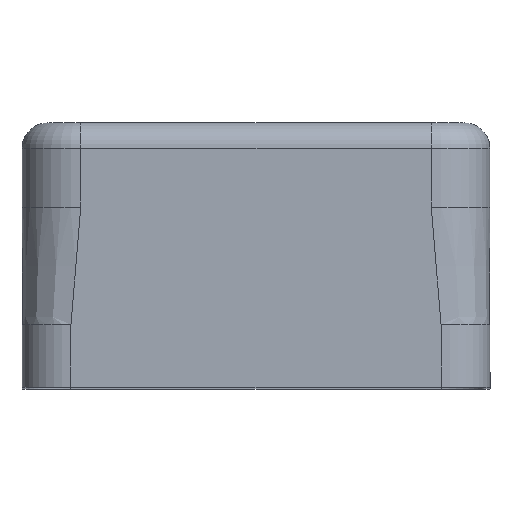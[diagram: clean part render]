
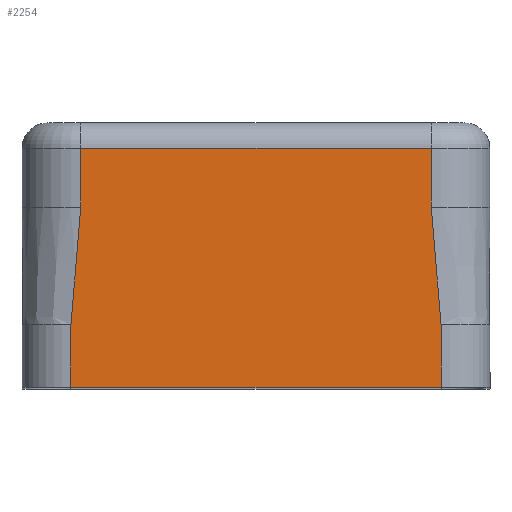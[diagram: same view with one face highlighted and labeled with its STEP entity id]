
A CAD part, top view. The second image highlights one B-rep face of the part: STEP entity #2254.
In plain terms, the highlighted planar face has unit normal (0, 0, 1).
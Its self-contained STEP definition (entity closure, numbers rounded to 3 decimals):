
#46 = ORIENTED_EDGE ( 'NONE', *, *, #2080, .T. ) ;
#56 = EDGE_CURVE ( 'NONE', #168, #820, #1843, .T. ) ;
#61 = AXIS2_PLACEMENT_3D ( 'NONE', #1280, #2463, #708 ) ;
#91 = VERTEX_POINT ( 'NONE', #1048 ) ;
#168 = VERTEX_POINT ( 'NONE', #696 ) ;
#188 = FACE_OUTER_BOUND ( 'NONE', #880, .T. ) ;
#227 = DIRECTION ( 'NONE',  ( -1., 0., 0. ) ) ;
#233 = VERTEX_POINT ( 'NONE', #960 ) ;
#235 = VERTEX_POINT ( 'NONE', #1153 ) ;
#260 = CARTESIAN_POINT ( 'NONE',  ( -8.95, -0.3, 27.2 ) ) ;
#272 = EDGE_CURVE ( 'NONE', #1089, #1646, #1222, .T. ) ;
#533 = CARTESIAN_POINT ( 'NONE',  ( -9.45, -10.3, 27.2 ) ) ;
#558 = CARTESIAN_POINT ( 'NONE',  ( 8.95, -4.3, 27.2 ) ) ;
#605 = EDGE_CURVE ( 'NONE', #91, #1646, #812, .T. ) ;
#680 = DIRECTION ( 'NONE',  ( 0., -1., 0. ) ) ;
#690 = LINE ( 'NONE', #2176, #986 ) ;
#696 = CARTESIAN_POINT ( 'NONE',  ( 9.45, -13.5, 27.2 ) ) ;
#708 = DIRECTION ( 'NONE',  ( -1., 0., 0. ) ) ;
#737 = CARTESIAN_POINT ( 'NONE',  ( -9.45, -8.3, 27.2 ) ) ;
#805 = VECTOR ( 'NONE', #2523, 1000. ) ;
#812 = LINE ( 'NONE', #2443, #1143 ) ;
#820 = VERTEX_POINT ( 'NONE', #1380 ) ;
#880 = EDGE_LOOP ( 'NONE', ( #46, #2394, #1557, #1769, #1236, #1060, #2467, #1911 ) ) ;
#917 = CARTESIAN_POINT ( 'NONE',  ( -9.45, -10.3, 27.2 ) ) ;
#932 = VECTOR ( 'NONE', #1033, 1000. ) ;
#945 = CARTESIAN_POINT ( 'NONE',  ( 9.45, -8.3, 27.2 ) ) ;
#960 = CARTESIAN_POINT ( 'NONE',  ( -8.95, -1.3, 27.2 ) ) ;
#986 = VECTOR ( 'NONE', #1599, 1000. ) ;
#1033 = DIRECTION ( 'NONE',  ( 0., -1., 0. ) ) ;
#1048 = CARTESIAN_POINT ( 'NONE',  ( 8.95, -1.3, 27.2 ) ) ;
#1060 = ORIENTED_EDGE ( 'NONE', *, *, #2010, .T. ) ;
#1089 = VERTEX_POINT ( 'NONE', #1744 ) ;
#1106 = VECTOR ( 'NONE', #2236, 1000. ) ;
#1138 = CARTESIAN_POINT ( 'NONE',  ( 8.95, -6.3, 27.2 ) ) ;
#1143 = VECTOR ( 'NONE', #680, 1000. ) ;
#1153 = CARTESIAN_POINT ( 'NONE',  ( -8.95, -4.3, 27.2 ) ) ;
#1154 = CARTESIAN_POINT ( 'NONE',  ( -9.45, -4.3, 27.2 ) ) ;
#1222 = B_SPLINE_CURVE_WITH_KNOTS ( 'NONE', 3,
 ( #1328, #945, #1138, #558 ),
 .UNSPECIFIED., .F., .F.,
 ( 4, 4 ),
 ( 0., 0.006 ),
 .UNSPECIFIED. ) ;
#1236 = ORIENTED_EDGE ( 'NONE', *, *, #56, .F. ) ;
#1280 = CARTESIAN_POINT ( 'NONE',  ( 0., -4.3, 27.2 ) ) ;
#1328 = CARTESIAN_POINT ( 'NONE',  ( 9.45, -10.3, 27.2 ) ) ;
#1380 = CARTESIAN_POINT ( 'NONE',  ( -9.45, -13.5, 27.2 ) ) ;
#1449 = CARTESIAN_POINT ( 'NONE',  ( 0., -1.3, 27.2 ) ) ;
#1513 = EDGE_CURVE ( 'NONE', #233, #235, #2363, .T. ) ;
#1557 = ORIENTED_EDGE ( 'NONE', *, *, #2447, .F. ) ;
#1599 = DIRECTION ( 'NONE',  ( 0., 1., 0. ) ) ;
#1646 = VERTEX_POINT ( 'NONE', #2112 ) ;
#1744 = CARTESIAN_POINT ( 'NONE',  ( 9.45, -10.3, 27.2 ) ) ;
#1769 = ORIENTED_EDGE ( 'NONE', *, *, #2464, .F. ) ;
#1790 = CARTESIAN_POINT ( 'NONE',  ( 8.95, -13.5, 27.2 ) ) ;
#1843 = LINE ( 'NONE', #1790, #2306 ) ;
#1911 = ORIENTED_EDGE ( 'NONE', *, *, #605, .F. ) ;
#2010 = EDGE_CURVE ( 'NONE', #168, #1089, #690, .T. ) ;
#2080 = EDGE_CURVE ( 'NONE', #91, #233, #2484, .T. ) ;
#2112 = CARTESIAN_POINT ( 'NONE',  ( 8.95, -4.3, 27.2 ) ) ;
#2135 = LINE ( 'NONE', #1154, #805 ) ;
#2176 = CARTESIAN_POINT ( 'NONE',  ( 9.45, -4.3, 27.2 ) ) ;
#2197 = B_SPLINE_CURVE_WITH_KNOTS ( 'NONE', 3,
 ( #917, #737, #2250, #2260 ),
 .UNSPECIFIED., .F., .F.,
 ( 4, 4 ),
 ( 0., 0.006 ),
 .UNSPECIFIED. ) ;
#2236 = DIRECTION ( 'NONE',  ( -1., 0., 0. ) ) ;
#2250 = CARTESIAN_POINT ( 'NONE',  ( -8.95, -6.3, 27.2 ) ) ;
#2254 = ADVANCED_FACE ( 'NONE', ( #188 ), #2264, .F. ) ;
#2260 = CARTESIAN_POINT ( 'NONE',  ( -8.95, -4.3, 27.2 ) ) ;
#2264 = PLANE ( 'NONE',  #61 ) ;
#2306 = VECTOR ( 'NONE', #227, 1000. ) ;
#2363 = LINE ( 'NONE', #260, #932 ) ;
#2377 = VERTEX_POINT ( 'NONE', #533 ) ;
#2394 = ORIENTED_EDGE ( 'NONE', *, *, #1513, .T. ) ;
#2443 = CARTESIAN_POINT ( 'NONE',  ( 8.95, -0.3, 27.2 ) ) ;
#2447 = EDGE_CURVE ( 'NONE', #2377, #235, #2197, .T. ) ;
#2463 = DIRECTION ( 'NONE',  ( 0., 0., -1. ) ) ;
#2464 = EDGE_CURVE ( 'NONE', #820, #2377, #2135, .T. ) ;
#2467 = ORIENTED_EDGE ( 'NONE', *, *, #272, .T. ) ;
#2484 = LINE ( 'NONE', #1449, #1106 ) ;
#2523 = DIRECTION ( 'NONE',  ( 0., 1., 0. ) ) ;
